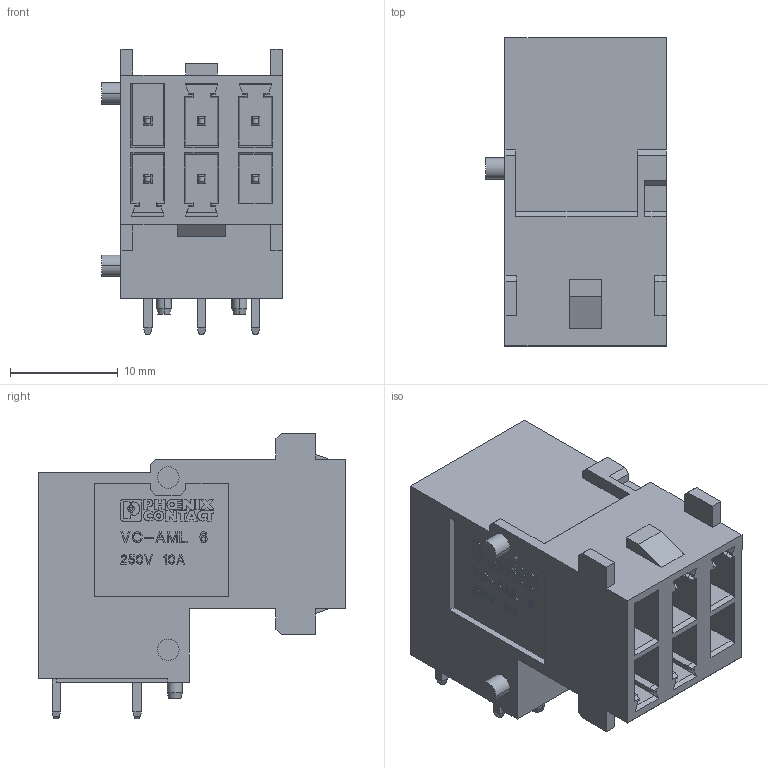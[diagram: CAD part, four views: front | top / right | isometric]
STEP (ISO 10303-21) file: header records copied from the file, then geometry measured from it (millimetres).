
FILE_DESCRIPTION(('Creo Elements/Direct Modeling STEP Export'),'2;1');
FILE_NAME('model.stp','2017-11-15T16:18:36',(''),(''),'Creo Elements/Direct Modeling STEP processor for AP214 (Solid Model)','Creo Elements/Direct Modeling 18.1I 14-Aug-2016 (C) Parametric Technology GmbH','');
FILE_SCHEMA(('AUTOMOTIVE_DESIGN { 1 0 10303 214 1 1 1 1 }'));
Length unit declared in the file: millimetre
Products named in the file (2): VC-AML6
Assembly tree (1 placements, depth 2):
  VC-AML6
    VC-AML6
Bounding box: 16.8 x 28.6 x 26.51 mm (x, y, z)
Volume: 6277.5 mm3; surface area: 3789.5 mm2
Topology: 1 solids, 1 shells, 959 faces, 2625 edges, 1732 vertices
Faces by surface type: plane 894, extrusion 33, cylinder 28, cone 4
Entity records: 38297 total; most frequent: CARTESIAN_POINT 6549, ORIENTED_EDGE 5250, DIRECTION 4422, EDGE_CURVE 2625, VECTOR 2526, LINE 2493, VERTEX_POINT 1732, EDGE_LOOP 1023
